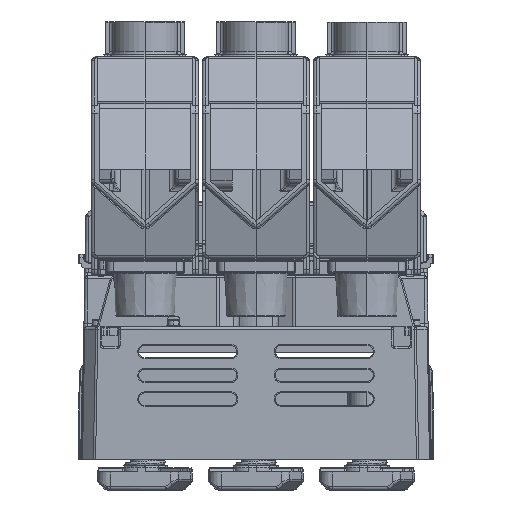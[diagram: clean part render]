
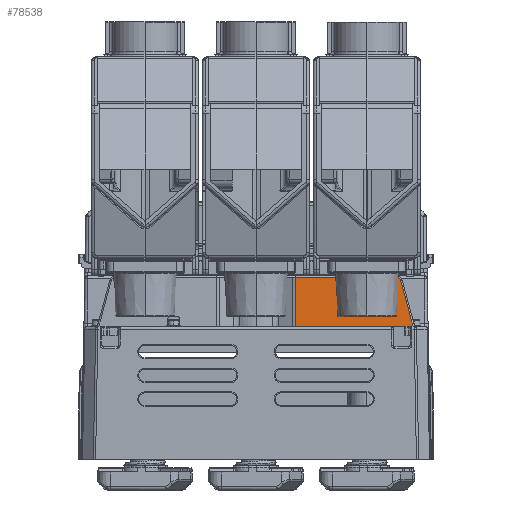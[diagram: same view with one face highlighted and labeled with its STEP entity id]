
A CAD part, front view. The second image highlights one B-rep face of the part: STEP entity #78538.
In plain terms, the highlighted planar face has unit normal (0, -1, 0.018).
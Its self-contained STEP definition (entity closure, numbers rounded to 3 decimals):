
#135 = DIRECTION ( 'NONE',  ( 0.004, 0.017, 1. ) ) ;
#3602 =( BOUNDED_CURVE ( )  B_SPLINE_CURVE ( 3, ( #195331, #159684, #124913, #18809 ),
 .UNSPECIFIED., .F., .T. ) 
 B_SPLINE_CURVE_WITH_KNOTS ( ( 4, 4 ),
 ( 6.097, 6.266 ),
 .UNSPECIFIED. ) 
 CURVE ( )  GEOMETRIC_REPRESENTATION_ITEM ( )  RATIONAL_B_SPLINE_CURVE ( ( 1., 0.998, 0.998, 1. ) ) 
 REPRESENTATION_ITEM ( '' )  );
#15407 = EDGE_CURVE ( 'NONE', #71751, #138296, #26915, .T. ) ;
#17520 = EDGE_CURVE ( 'NONE', #221663, #77468, #131309, .T. ) ;
#17536 = CARTESIAN_POINT ( 'NONE',  ( 45.583, -97.746, 14.542 ) ) ;
#18809 = CARTESIAN_POINT ( 'NONE',  ( 46.595, -98., 0.005 ) ) ;
#21709 = EDGE_CURVE ( 'NONE', #71003, #62540, #138696, .T. ) ;
#23612 = DIRECTION ( 'NONE',  ( 0.259, -0.017, -0.966 ) ) ;
#26915 =( BOUNDED_CURVE ( )  B_SPLINE_CURVE ( 3, ( #140596, #51841, #33934, #158402, #52587, #176259, #70422, #194027, #88139, #211874, #105878, #229685, #123636, #17536, #141346, #35449 ),
 .UNSPECIFIED., .F., .T. ) 
 B_SPLINE_CURVE_WITH_KNOTS ( ( 4, 1, 1, 1, 1, 1, 1, 1, 1, 1, 1, 1, 1, 4 ),
 ( 0., 0.081, 0.161, 0.239, 0.315, 0.391, 0.467, 0.543, 0.618, 0.694, 0.77, 0.846, 0.922, 1. ),
 .UNSPECIFIED. ) 
 CURVE ( )  GEOMETRIC_REPRESENTATION_ITEM ( )  RATIONAL_B_SPLINE_CURVE ( ( 1.17, 1.17, 1.17, 1.17, 1.17, 1.17, 1.17, 1.17, 1.17, 1.17, 1.17, 1.17, 1.17, 1.17, 1.17, 1.17 ) ) 
 REPRESENTATION_ITEM ( '' )  );
#29694 = DIRECTION ( 'NONE',  ( -1., 0., 0. ) ) ;
#33934 = CARTESIAN_POINT ( 'NONE',  ( 44.337, -97.729, 15.503 ) ) ;
#35449 = CARTESIAN_POINT ( 'NONE',  ( 45.627, -97.749, 14.397 ) ) ;
#37595 = EDGE_CURVE ( 'NONE', #138296, #221663, #122929, .T. ) ;
#44707 = VECTOR ( 'NONE', #29694, 1000. ) ;
#50024 = PLANE ( 'NONE',  #59527 ) ;
#51841 = CARTESIAN_POINT ( 'NONE',  ( 44.231, -97.729, 15.509 ) ) ;
#52587 = CARTESIAN_POINT ( 'NONE',  ( 44.64, -97.731, 15.439 ) ) ;
#53450 = ORIENTED_EDGE ( 'NONE', *, *, #208364, .F. ) ;
#59527 = AXIS2_PLACEMENT_3D ( 'NONE', #155796, #67859, #191462 ) ;
#62540 = VERTEX_POINT ( 'NONE', #87128 ) ;
#64858 = CARTESIAN_POINT ( 'NONE',  ( 46.544, -98., 0. ) ) ;
#67859 = DIRECTION ( 'NONE',  ( 0., 1., -0.017 ) ) ;
#70422 = CARTESIAN_POINT ( 'NONE',  ( 44.914, -97.733, 15.319 ) ) ;
#70464 = VECTOR ( 'NONE', #23612, 1000. ) ;
#71003 = VERTEX_POINT ( 'NONE', #64858 ) ;
#71751 = VERTEX_POINT ( 'NONE', #72517 ) ;
#72517 = CARTESIAN_POINT ( 'NONE',  ( 44.178, -97.729, 15.509 ) ) ;
#77468 = VERTEX_POINT ( 'NONE', #175231 ) ;
#78538 = ADVANCED_FACE ( 'NONE', ( #221662 ), #50024, .F. ) ;
#79816 = CARTESIAN_POINT ( 'NONE',  ( 44.196, -97.729, 15.509 ) ) ;
#84369 = VECTOR ( 'NONE', #188266, 1000. ) ;
#87128 = CARTESIAN_POINT ( 'NONE',  ( 12.472, -98., 0. ) ) ;
#87849 = ORIENTED_EDGE ( 'NONE', *, *, #37595, .F. ) ;
#88139 = CARTESIAN_POINT ( 'NONE',  ( 45.158, -97.736, 15.148 ) ) ;
#105878 = CARTESIAN_POINT ( 'NONE',  ( 45.363, -97.739, 14.932 ) ) ;
#106541 = VERTEX_POINT ( 'NONE', #159753 ) ;
#112694 = EDGE_CURVE ( 'NONE', #71003, #77468, #3602, .T. ) ;
#114147 = ORIENTED_EDGE ( 'NONE', *, *, #112694, .T. ) ;
#114630 = ORIENTED_EDGE ( 'NONE', *, *, #15407, .F. ) ;
#116010 = ORIENTED_EDGE ( 'NONE', *, *, #207827, .F. ) ;
#122929 = LINE ( 'NONE', #147410, #70464 ) ;
#123636 = CARTESIAN_POINT ( 'NONE',  ( 45.522, -97.744, 14.68 ) ) ;
#124913 = CARTESIAN_POINT ( 'NONE',  ( 46.578, -98., 0.005 ) ) ;
#131309 = LINE ( 'NONE', #134820, #84369 ) ;
#134820 = CARTESIAN_POINT ( 'NONE',  ( 49.47, -97.999, 0.055 ) ) ;
#135643 = CARTESIAN_POINT ( 'NONE',  ( 50., -98., 0. ) ) ;
#136082 = LINE ( 'NONE', #79816, #219143 ) ;
#138296 = VERTEX_POINT ( 'NONE', #156158 ) ;
#138696 = LINE ( 'NONE', #135643, #44707 ) ;
#140596 = CARTESIAN_POINT ( 'NONE',  ( 44.178, -97.729, 15.509 ) ) ;
#141346 = CARTESIAN_POINT ( 'NONE',  ( 45.614, -97.748, 14.446 ) ) ;
#147410 = CARTESIAN_POINT ( 'NONE',  ( 45.627, -97.749, 14.397 ) ) ;
#155796 = CARTESIAN_POINT ( 'NONE',  ( 50., -98., 0. ) ) ;
#156158 = CARTESIAN_POINT ( 'NONE',  ( 45.627, -97.749, 14.397 ) ) ;
#158402 = CARTESIAN_POINT ( 'NONE',  ( 44.492, -97.73, 15.478 ) ) ;
#159684 = CARTESIAN_POINT ( 'NONE',  ( 46.561, -98., 0.003 ) ) ;
#159753 = CARTESIAN_POINT ( 'NONE',  ( 12.536, -97.729, 15.509 ) ) ;
#169432 = ORIENTED_EDGE ( 'NONE', *, *, #17520, .F. ) ;
#172351 = ORIENTED_EDGE ( 'NONE', *, *, #21709, .F. ) ;
#175231 = CARTESIAN_POINT ( 'NONE',  ( 46.595, -98., 0.005 ) ) ;
#176259 = CARTESIAN_POINT ( 'NONE',  ( 44.78, -97.731, 15.385 ) ) ;
#182190 = CARTESIAN_POINT ( 'NONE',  ( 49.47, -97.999, 0.055 ) ) ;
#186534 = DIRECTION ( 'NONE',  ( 1., 0., 0. ) ) ;
#188266 = DIRECTION ( 'NONE',  ( -1., 0., -0.017 ) ) ;
#191462 = DIRECTION ( 'NONE',  ( 0., 0.017, 1. ) ) ;
#191634 = VECTOR ( 'NONE', #135, 1000. ) ;
#194027 = CARTESIAN_POINT ( 'NONE',  ( 45.04, -97.734, 15.239 ) ) ;
#195331 = CARTESIAN_POINT ( 'NONE',  ( 46.544, -98., 0. ) ) ;
#200765 = EDGE_LOOP ( 'NONE', ( #169432, #87849, #114630, #53450, #116010, #172351, #114147 ) ) ;
#202736 = LINE ( 'NONE', #229471, #191634 ) ;
#207827 = EDGE_CURVE ( 'NONE', #62540, #106541, #202736, .T. ) ;
#208364 = EDGE_CURVE ( 'NONE', #106541, #71751, #136082, .T. ) ;
#211874 = CARTESIAN_POINT ( 'NONE',  ( 45.266, -97.737, 15.045 ) ) ;
#219143 = VECTOR ( 'NONE', #186534, 1000. ) ;
#221662 = FACE_OUTER_BOUND ( 'NONE', #200765, .T. ) ;
#221663 = VERTEX_POINT ( 'NONE', #182190 ) ;
#229471 = CARTESIAN_POINT ( 'NONE',  ( 12.472, -98., 0. ) ) ;
#229685 = CARTESIAN_POINT ( 'NONE',  ( 45.449, -97.741, 14.81 ) ) ;
